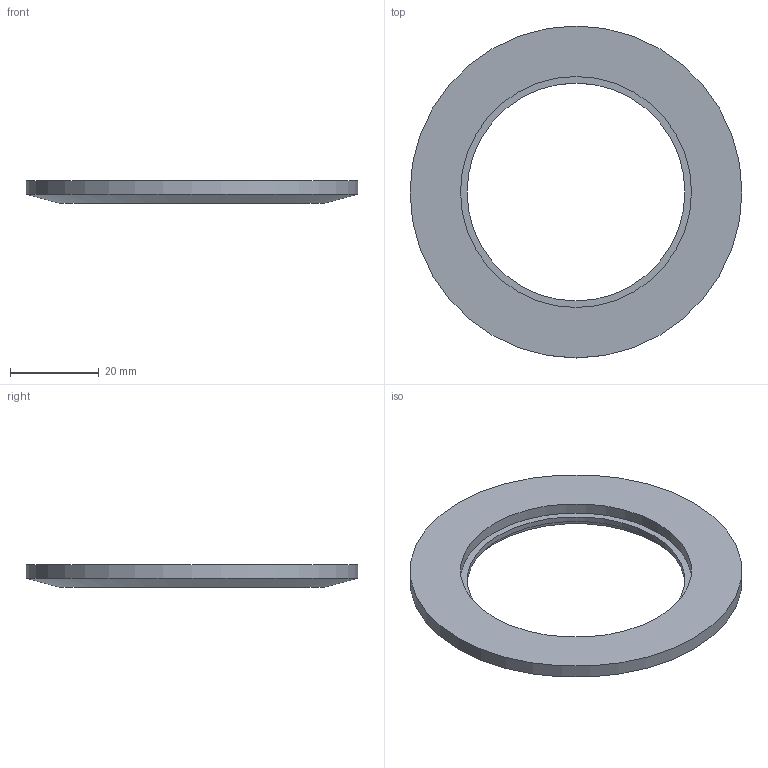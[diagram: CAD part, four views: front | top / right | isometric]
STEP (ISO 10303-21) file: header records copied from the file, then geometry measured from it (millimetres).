
FILE_DESCRIPTION(/* description */ ('QF50-200-BW'),/* implementation_level */ '2;1');
FILE_NAME(/* name */ 'test.step',/* time_stamp */ '2024-03-21T14:56:21-04:00',/* author */ ('JLO'),/* organization */ (''),/* preprocessor_version */ 'ST-DEVELOPER v19.2',/* originating_system */ 'Autodesk Inventor 2024',/* authorisation */ 'QF50-200 SS BORED WELD FLANGE');
FILE_SCHEMA (('AUTOMOTIVE_DESIGN { 1 0 10303 214 3 1 1 }'));
Length unit declared in the file: inch
Products named in the file (1): 4000120
Bounding box: 75.01 x 75.01 x 5.08 mm (x, y, z)
Volume: 10301.2 mm3; surface area: 6622.5 mm2
Topology: 1 solids, 1 shells, 9 faces, 15 edges, 10 vertices
Faces by surface type: plane 4, cylinder 4, cone 1
Full cylindrical faces by diameter (mm): 49.225 x1, 51.054 x1, 52.197 x1, 75.006 x1
Entity records: 268 total; most frequent: DIRECTION 45, CARTESIAN_POINT 35, ORIENTED_EDGE 30, AXIS2_PLACEMENT_3D 20, EDGE_CURVE 15, EDGE_LOOP 13, CIRCLE 10, VERTEX_POINT 10
